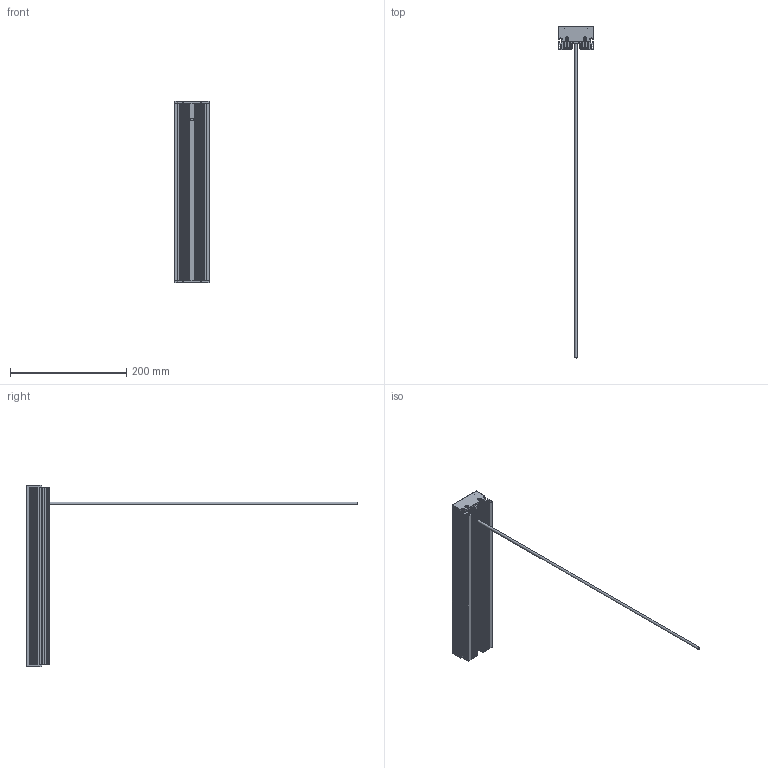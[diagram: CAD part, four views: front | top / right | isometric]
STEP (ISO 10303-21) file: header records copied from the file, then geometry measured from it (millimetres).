
FILE_DESCRIPTION(/* description */ ('DISO X xxx'),/* implementation_level */ '2;1');
FILE_NAME(/* name */ 'BE-A300-F.stp',/* time_stamp */ '2015-07-22T09:37:45+02:00',/* author */ ('lsa'),/* organization */ (''),/* preprocessor_version */ 'ST-DEVELOPER v15.6',/* originating_system */ 'Autodesk Inventor 2015',/* authorisation */ '');
FILE_SCHEMA (('AUTOMOTIVE_DESIGN { 1 0 10303 214 3 1 1 }'));
Products named in the file (1): Bauteil131
Bounding box: 60 x 571.5 x 313 mm (x, y, z)
Volume: 564212.1 mm3; surface area: 224999.9 mm2
Topology: 1 solids, 2 shells, 1262 faces, 3713 edges, 2443 vertices
Faces by surface type: cylinder 742, plane 478, cone 26, bspline 12, torus 4
Full cylindrical faces by diameter (mm): 1 x2, 1.567 x4, 2.662 x4, 3.2 x3, 4.4 x1, 6 x4, 6.5 x4
Entity records: 50488 total; most frequent: CARTESIAN_POINT 14942, DIRECTION 7342, ORIENTED_EDGE 7318, EDGE_CURVE 3659, AXIS2_PLACEMENT_3D 2674, VERTEX_POINT 2427, LINE 1994, VECTOR 1994
